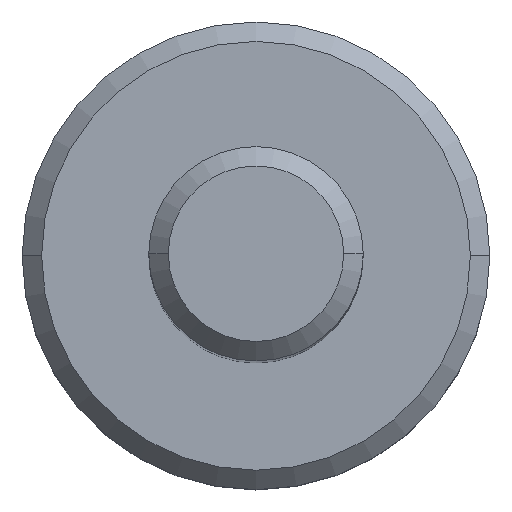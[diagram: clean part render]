
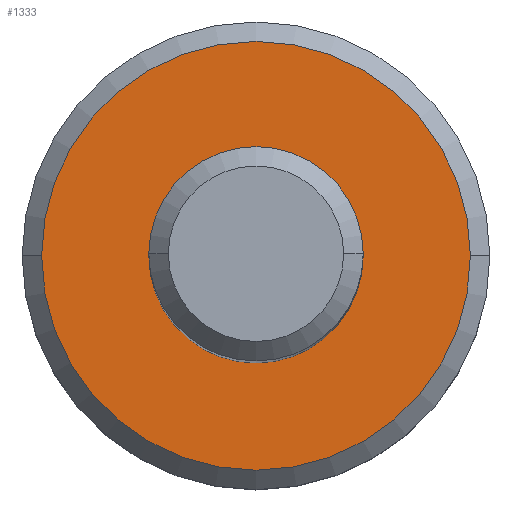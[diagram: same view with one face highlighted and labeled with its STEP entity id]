
A CAD part, top view. The second image highlights one B-rep face of the part: STEP entity #1333.
In plain terms, the highlighted planar face has unit normal (0, 0, 1).
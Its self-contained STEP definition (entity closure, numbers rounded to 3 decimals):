
#109 = CIRCLE ( 'NONE', #1937, 5.5 ) ;
#141 = DIRECTION ( 'NONE',  ( 1., 0., 0. ) ) ;
#166 = EDGE_CURVE ( 'NONE', #2168, #932, #1415, .T. ) ;
#213 = AXIS2_PLACEMENT_3D ( 'NONE', #2676, #1382, #141 ) ;
#231 = VERTEX_POINT ( 'NONE', #2224 ) ;
#249 = PLANE ( 'NONE',  #1873 ) ;
#399 = CARTESIAN_POINT ( 'NONE',  ( 3.5, 3.5, 5. ) ) ;
#405 = DIRECTION ( 'NONE',  ( 0., 0., 1. ) ) ;
#429 = ORIENTED_EDGE ( 'NONE', *, *, #2769, .T. ) ;
#517 = CARTESIAN_POINT ( 'NONE',  ( 0.75, 3.5, 5. ) ) ;
#550 = DIRECTION ( 'NONE',  ( 0., 0., 1. ) ) ;
#627 = DIRECTION ( 'NONE',  ( 0., 0., 1. ) ) ;
#682 = CARTESIAN_POINT ( 'NONE',  ( 3.5, 3.5, 5. ) ) ;
#789 = FACE_BOUND ( 'NONE', #2211, .T. ) ;
#836 = AXIS2_PLACEMENT_3D ( 'NONE', #399, #627, #1559 ) ;
#932 = VERTEX_POINT ( 'NONE', #517 ) ;
#1066 = DIRECTION ( 'NONE',  ( 1., 0., 0. ) ) ;
#1083 = EDGE_CURVE ( 'NONE', #231, #2681, #1825, .T. ) ;
#1102 = CIRCLE ( 'NONE', #213, 2.75 ) ;
#1198 = ORIENTED_EDGE ( 'NONE', *, *, #166, .F. ) ;
#1238 = CARTESIAN_POINT ( 'NONE',  ( 3.5, 3.5, 5. ) ) ;
#1277 = ORIENTED_EDGE ( 'NONE', *, *, #1499, .F. ) ;
#1333 = ADVANCED_FACE ( 'NONE', ( #1988, #789 ), #249, .T. ) ;
#1354 = DIRECTION ( 'NONE',  ( 1., 0., 0. ) ) ;
#1382 = DIRECTION ( 'NONE',  ( 0., 0., 1. ) ) ;
#1415 = CIRCLE ( 'NONE', #2910, 2.75 ) ;
#1499 = EDGE_CURVE ( 'NONE', #932, #2168, #1102, .T. ) ;
#1559 = DIRECTION ( 'NONE',  ( 1., 0., 0. ) ) ;
#1825 = CIRCLE ( 'NONE', #836, 5.5 ) ;
#1873 = AXIS2_PLACEMENT_3D ( 'NONE', #1238, #550, #1066 ) ;
#1874 = ORIENTED_EDGE ( 'NONE', *, *, #1083, .T. ) ;
#1911 = DIRECTION ( 'NONE',  ( 1., 0., 0. ) ) ;
#1937 = AXIS2_PLACEMENT_3D ( 'NONE', #2618, #2584, #1354 ) ;
#1988 = FACE_OUTER_BOUND ( 'NONE', #2735, .T. ) ;
#2042 = CARTESIAN_POINT ( 'NONE',  ( -2., 3.5, 5. ) ) ;
#2168 = VERTEX_POINT ( 'NONE', #2357 ) ;
#2211 = EDGE_LOOP ( 'NONE', ( #1277, #1198 ) ) ;
#2224 = CARTESIAN_POINT ( 'NONE',  ( 9., 3.5, 5. ) ) ;
#2357 = CARTESIAN_POINT ( 'NONE',  ( 6.25, 3.5, 5. ) ) ;
#2584 = DIRECTION ( 'NONE',  ( 0., 0., 1. ) ) ;
#2618 = CARTESIAN_POINT ( 'NONE',  ( 3.5, 3.5, 5. ) ) ;
#2676 = CARTESIAN_POINT ( 'NONE',  ( 3.5, 3.5, 5. ) ) ;
#2681 = VERTEX_POINT ( 'NONE', #2042 ) ;
#2735 = EDGE_LOOP ( 'NONE', ( #429, #1874 ) ) ;
#2769 = EDGE_CURVE ( 'NONE', #2681, #231, #109, .T. ) ;
#2910 = AXIS2_PLACEMENT_3D ( 'NONE', #682, #405, #1911 ) ;
